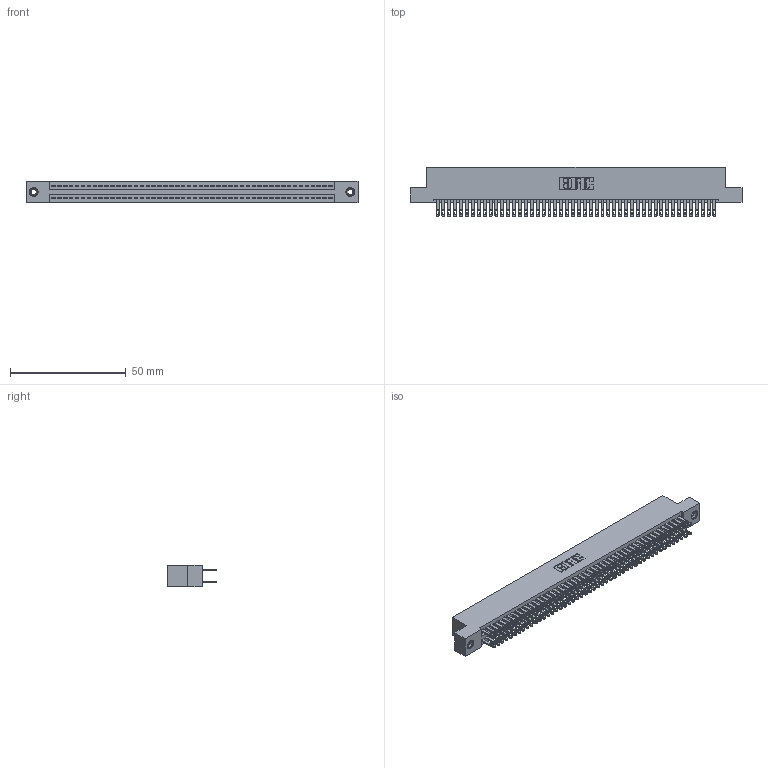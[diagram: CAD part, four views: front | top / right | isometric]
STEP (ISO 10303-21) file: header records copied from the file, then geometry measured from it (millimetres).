
FILE_DESCRIPTION (( 'STEP AP203' ), '1' );
FILE_NAME ('345-096-500-208.STEP', '2018-10-05T03:06:09', ( '' ), ( '' ), 'SwSTEP 2.0', 'SolidWorks 2016', '' );
FILE_SCHEMA (( 'CONFIG_CONTROL_DESIGN' ));
Length unit declared in the file: inch
Products named in the file (4): 345-292-001_345-293-100; 345 Part_Flush Mounting Lugs - 0.156 Dia-TI; 345-250-001_345-250-003-102; 345-096-500-208
Assembly tree (99 placements, depth 2):
  345-096-500-208
    345 Part_Flush Mounting Lugs - 0.156 Dia-TI
    345-292-001_345-293-100  x96
    345-250-001_345-250-003-102  x2
Bounding box: 143.13 x 21.51 x 9.4 mm (x, y, z)
Volume: 14246.2 mm3; surface area: 22167.1 mm2
Topology: 99 solids, 99 shells, 4602 faces, 14013 edges, 9334 vertices
Faces by surface type: plane 2704, cylinder 1882, cone 12, torus 4
Entity records: 37970 total; most frequent: CARTESIAN_POINT 6339, ORIENTED_EDGE 6266, DIRECTION 5611, EDGE_CURVE 3133, LINE 2785, VECTOR 2785, VERTEX_POINT 2084, AXIS2_PLACEMENT_3D 1413
